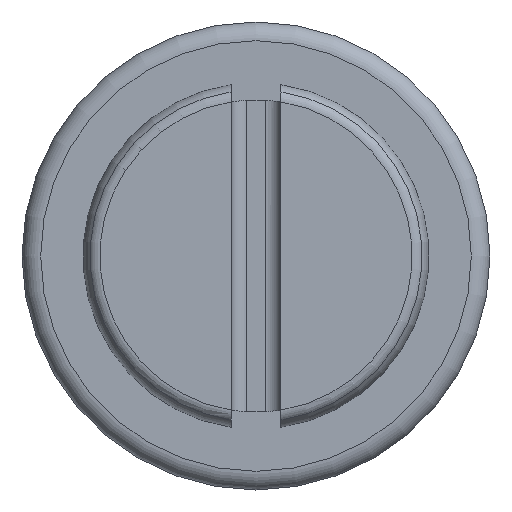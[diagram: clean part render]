
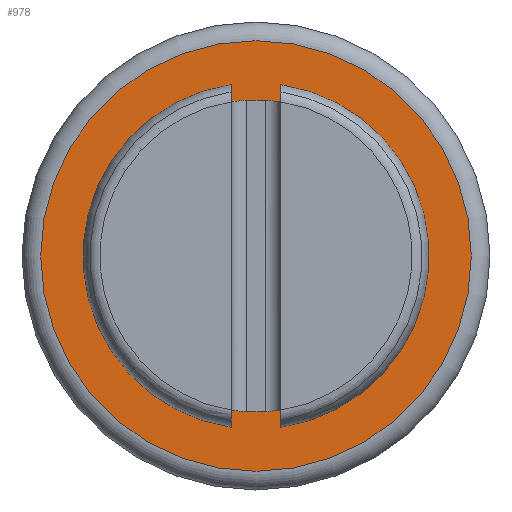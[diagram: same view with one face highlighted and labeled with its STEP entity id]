
A CAD part, left-side view. The second image highlights one B-rep face of the part: STEP entity #978.
In plain terms, the highlighted planar face has unit normal (-1, 0, 0).
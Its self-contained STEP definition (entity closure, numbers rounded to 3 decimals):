
#15=FACE_BOUND('',#211,.T.);
#38=CIRCLE('',#1065,2.5);
#39=CIRCLE('',#1066,2.5);
#40=CIRCLE('',#1068,3.45);
#41=CIRCLE('',#1069,3.45);
#157=FACE_OUTER_BOUND('',#210,.T.);
#210=EDGE_LOOP('',(#768,#769));
#211=EDGE_LOOP('',(#770,#771));
#411=VERTEX_POINT('',#1735);
#412=VERTEX_POINT('',#1737);
#413=VERTEX_POINT('',#1741);
#414=VERTEX_POINT('',#1742);
#538=EDGE_CURVE('',#412,#411,#38,.T.);
#539=EDGE_CURVE('',#411,#412,#39,.T.);
#540=EDGE_CURVE('',#413,#414,#40,.T.);
#541=EDGE_CURVE('',#414,#413,#41,.T.);
#768=ORIENTED_EDGE('',*,*,#540,.T.);
#769=ORIENTED_EDGE('',*,*,#541,.T.);
#770=ORIENTED_EDGE('',*,*,#538,.T.);
#771=ORIENTED_EDGE('',*,*,#539,.T.);
#940=PLANE('',#1074);
#978=ADVANCED_FACE('',(#157,#15),#940,.T.);
#1065=AXIS2_PLACEMENT_3D('',#1738,#1234,#1235);
#1066=AXIS2_PLACEMENT_3D('',#1739,#1236,#1237);
#1068=AXIS2_PLACEMENT_3D('',#1743,#1240,#1241);
#1069=AXIS2_PLACEMENT_3D('',#1744,#1242,#1243);
#1074=AXIS2_PLACEMENT_3D('',#1752,#1252,#1253);
#1234=DIRECTION('center_axis',(1.,0.,0.));
#1235=DIRECTION('ref_axis',(0.,-1.,0.));
#1236=DIRECTION('center_axis',(1.,0.,0.));
#1237=DIRECTION('ref_axis',(0.,-1.,0.));
#1240=DIRECTION('center_axis',(-1.,0.,0.));
#1241=DIRECTION('ref_axis',(0.,0.,
1.));
#1242=DIRECTION('center_axis',(-1.,0.,0.));
#1243=DIRECTION('ref_axis',(0.,0.,
1.));
#1252=DIRECTION('center_axis',(-1.,0.,0.));
#1253=DIRECTION('ref_axis',(0.,0.,
1.));
#1735=CARTESIAN_POINT('',(-0.85,7.555,-0.893));
#1737=CARTESIAN_POINT('',(-0.85,2.555,-0.893));
#1738=CARTESIAN_POINT('Origin',(-0.85,5.055,-0.893));
#1739=CARTESIAN_POINT('Origin',(-0.85,5.055,-0.893));
#1741=CARTESIAN_POINT('',(-0.85,8.505,-0.893));
#1742=CARTESIAN_POINT('',(-0.85,5.055,-4.343));
#1743=CARTESIAN_POINT('Origin',(-0.85,5.055,-0.893));
#1744=CARTESIAN_POINT('Origin',(-0.85,5.055,-0.893));
#1752=CARTESIAN_POINT('Origin',(-0.85,5.055,-0.893));
